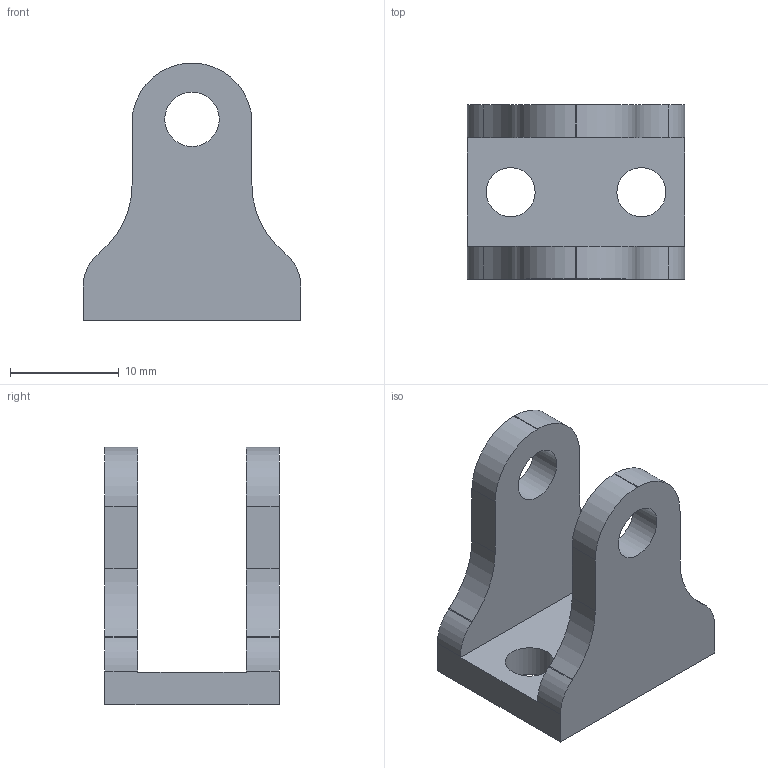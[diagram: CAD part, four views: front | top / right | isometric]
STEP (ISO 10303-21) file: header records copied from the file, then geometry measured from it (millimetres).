
FILE_DESCRIPTION(('FreeCAD Model'),'2;1');
FILE_NAME('MB14 shaft-end.step','2016-11-03T12:34:12',('Technical Support'),( 'Firgelli Automations Inc'),'Open CASCADE STEP processor 6.8', 'FreeCAD','Unknown');
FILE_SCHEMA(('AUTOMOTIVE_DESIGN_CC2 { 1 2 10303 214 -1 1 5 4 }'));
Length unit declared in the file: millimetre
Products named in the file (1): MB14_shaft-end
Bounding box: 20 x 16 x 23.66 mm (x, y, z)
Volume: 2259.4 mm3; surface area: 2083.7 mm2
Topology: 1 solids, 1 shells, 34 faces, 104 edges, 72 vertices
Faces by surface type: plane 18, cylinder 16
Full cylindrical faces by diameter (mm): 4.5 x2, 5 x2
Entity records: 2593 total; most frequent: CARTESIAN_POINT 543, DIRECTION 370, LINE 220, VECTOR 220, ORIENTED_EDGE 208, PCURVE 208, DEFINITIONAL_REPRESENTATION 208, EDGE_CURVE 104
